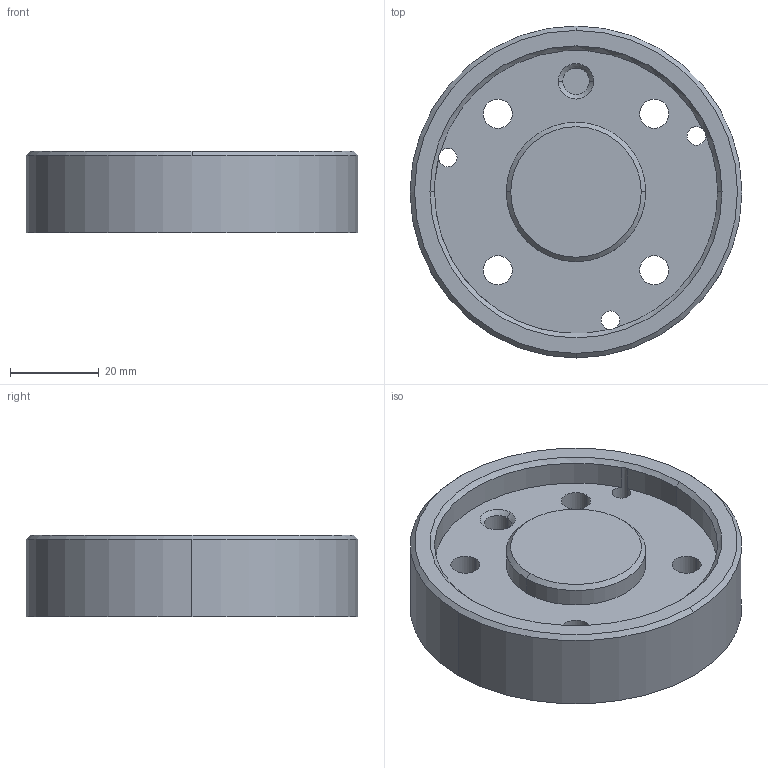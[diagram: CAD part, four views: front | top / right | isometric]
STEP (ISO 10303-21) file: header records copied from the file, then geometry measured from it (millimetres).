
FILE_DESCRIPTION (( 'STEP AP214' ), '1' );
FILE_NAME ('MS001-C.02.002JS.1.1 MS001-C蛌諉楊擘.step', '2021-08-27T12:17:11', ( '' ), ( '' ), 'SwSTEP 2.0', 'SolidWorks 2016', '' );
FILE_SCHEMA (( 'AUTOMOTIVE_DESIGN' ));
Length unit declared in the file: millimetre
Products named in the file (1): MS001-C.02.002JS.1.1 MS001-C蛌諉楊擘
Bounding box: 75 x 75 x 18.5 mm (x, y, z)
Volume: 58213.7 mm3; surface area: 16805.9 mm2
Topology: 1 solids, 1 shells, 59 faces, 144 edges, 93 vertices
Faces by surface type: cylinder 36, cone 12, plane 11
Entity records: 1919 total; most frequent: DIRECTION 349, CARTESIAN_POINT 321, ORIENTED_EDGE 288, AXIS2_PLACEMENT_3D 149, EDGE_CURVE 144, VERTEX_POINT 93, CIRCLE 89, EDGE_LOOP 79
